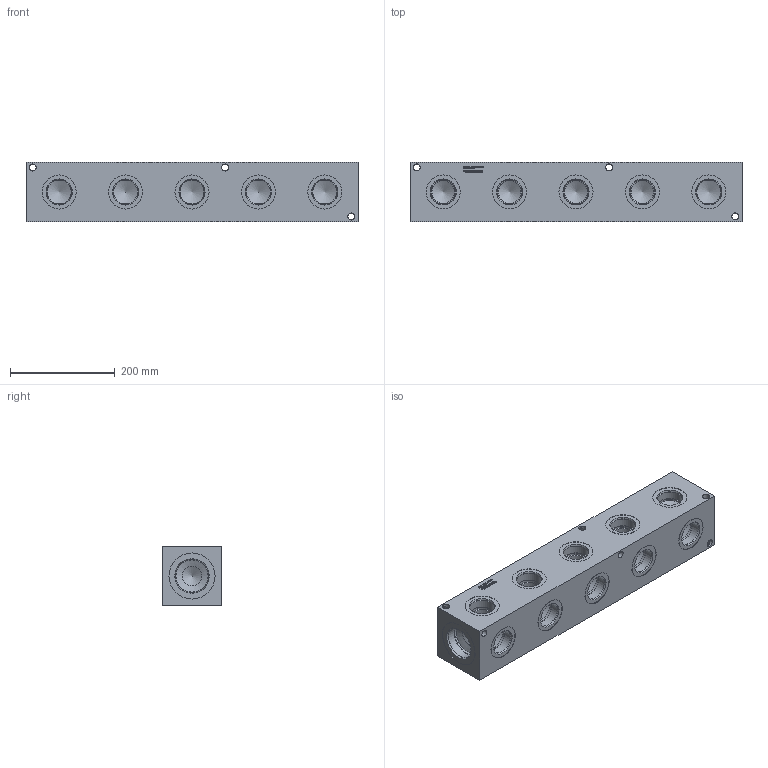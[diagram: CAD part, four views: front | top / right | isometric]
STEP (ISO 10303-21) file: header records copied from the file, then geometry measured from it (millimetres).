
FILE_DESCRIPTION(/* description */ (''),/* implementation_level */ '2;1');
FILE_NAME(/* name */ '_H0900524S.stp',/* time_stamp */ '2020-06-17T10:13:06-04:00',/* author */ ('alexanderw'),/* organization */ (''),/* preprocessor_version */ 'ST-DEVELOPER v17',/* originating_system */ 'Autodesk Inventor 2019',/* authorisation */ '');
FILE_SCHEMA (('AUTOMOTIVE_DESIGN { 1 0 10303 214 3 1 1 }'));
Length unit declared in the file: millimetre
Products named in the file (1): Part_+H0900524S_3D
Bounding box: 635 x 114.3 x 114.3 mm (x, y, z)
Volume: 7422746.5 mm3; surface area: 397471.1 mm2
Topology: 1 solids, 1 shells, 453 faces, 1238 edges, 832 vertices
Faces by surface type: plane 243, bspline 103, cylinder 65, cone 42
Full cylindrical faces by diameter (mm): 13.487 x12, 42.875 x4, 45.568 x10, 47.625 x10, 48.057 x10, 50.8 x1, 61.443 x2, 63.5 x2, 63.957 x2, 65.126 x10, 88.138 x2
Entity records: 15234 total; most frequent: CARTESIAN_POINT 3851, ORIENTED_EDGE 2452, DIRECTION 1962, EDGE_CURVE 1226, VERTEX_POINT 832, LINE 780, VECTOR 780, AXIS2_PLACEMENT_3D 591
